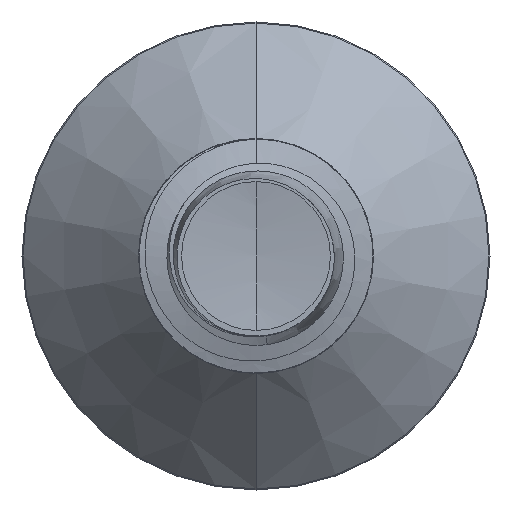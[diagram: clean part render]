
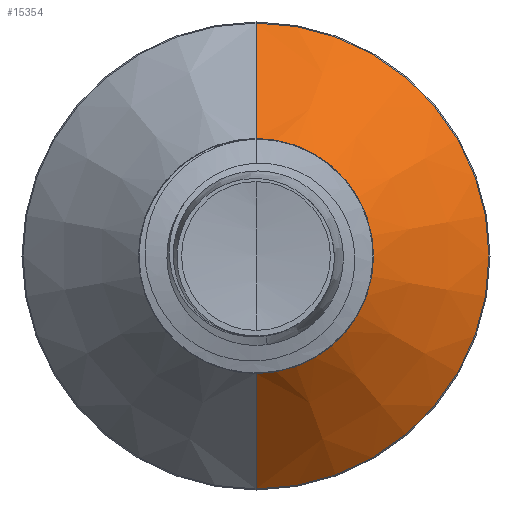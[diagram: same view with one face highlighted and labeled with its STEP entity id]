
A CAD part, front view. The second image highlights one B-rep face of the part: STEP entity #15354.
In plain terms, the highlighted conical face has half-angle 45 degrees and reference radius 1.256 mm.
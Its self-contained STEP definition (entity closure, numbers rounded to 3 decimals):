
#1529 = EDGE_CURVE ( 'NONE', #8361, #14201, #2573, .T. ) ;
#1633 = DIRECTION ( 'NONE',  ( 0., 1., 0. ) ) ;
#2083 = VECTOR ( 'NONE', #9926, 1000. ) ;
#2192 = AXIS2_PLACEMENT_3D ( 'NONE', #13374, #4317, #14850 ) ;
#2573 = LINE ( 'NONE', #14392, #2083 ) ;
#2757 = DIRECTION ( 'NONE',  ( 0., 0., 1. ) ) ;
#2787 = CIRCLE ( 'NONE', #12484, 1.256 ) ;
#2851 = ORIENTED_EDGE ( 'NONE', *, *, #7385, .T. ) ;
#3223 = ORIENTED_EDGE ( 'NONE', *, *, #3342, .T. ) ;
#3270 = CIRCLE ( 'NONE', #2192, 2.489 ) ;
#3342 = EDGE_CURVE ( 'NONE', #5038, #13249, #10884, .T. ) ;
#3700 = ORIENTED_EDGE ( 'NONE', *, *, #11082, .F. ) ;
#3912 = ORIENTED_EDGE ( 'NONE', *, *, #1529, .F. ) ;
#4317 = DIRECTION ( 'NONE',  ( 0., 1., 0. ) ) ;
#4392 = EDGE_LOOP ( 'NONE', ( #2851, #3223, #3700, #3912 ) ) ;
#4972 = DIRECTION ( 'NONE',  ( 0., 0.707, -0.707 ) ) ;
#5038 = VERTEX_POINT ( 'NONE', #18081 ) ;
#5805 = CARTESIAN_POINT ( 'NONE',  ( 0., 5.939, 2.489 ) ) ;
#5822 = FACE_OUTER_BOUND ( 'NONE', #4392, .T. ) ;
#7385 = EDGE_CURVE ( 'NONE', #8361, #5038, #2787, .T. ) ;
#8361 = VERTEX_POINT ( 'NONE', #16140 ) ;
#9399 = CONICAL_SURFACE ( 'NONE', #13430, 1.256, 0.785 ) ;
#9926 = DIRECTION ( 'NONE',  ( 0., 0.707, 0.707 ) ) ;
#10450 = CARTESIAN_POINT ( 'NONE',  ( 0., 5.939, -2.489 ) ) ;
#10741 = CARTESIAN_POINT ( 'NONE',  ( 0., 4.706, 0. ) ) ;
#10884 = LINE ( 'NONE', #15485, #13934 ) ;
#11082 = EDGE_CURVE ( 'NONE', #14201, #13249, #3270, .T. ) ;
#11841 = DIRECTION ( 'NONE',  ( 0., 1., 0. ) ) ;
#12255 = DIRECTION ( 'NONE',  ( 0., 0., 1. ) ) ;
#12484 = AXIS2_PLACEMENT_3D ( 'NONE', #10741, #1633, #12255 ) ;
#12905 = CARTESIAN_POINT ( 'NONE',  ( 0., 4.706, 0. ) ) ;
#13249 = VERTEX_POINT ( 'NONE', #10450 ) ;
#13374 = CARTESIAN_POINT ( 'NONE',  ( 0., 5.939, 0. ) ) ;
#13430 = AXIS2_PLACEMENT_3D ( 'NONE', #12905, #11841, #2757 ) ;
#13934 = VECTOR ( 'NONE', #4972, 1000. ) ;
#14201 = VERTEX_POINT ( 'NONE', #5805 ) ;
#14392 = CARTESIAN_POINT ( 'NONE',  ( 0., 4.706, 1.256 ) ) ;
#14850 = DIRECTION ( 'NONE',  ( 0., 0., 1. ) ) ;
#15354 = ADVANCED_FACE ( 'NONE', ( #5822 ), #9399, .T. ) ;
#15485 = CARTESIAN_POINT ( 'NONE',  ( 0., 4.706, -1.256 ) ) ;
#16140 = CARTESIAN_POINT ( 'NONE',  ( 0., 4.706, 1.256 ) ) ;
#18081 = CARTESIAN_POINT ( 'NONE',  ( 0., 4.706, -1.256 ) ) ;
